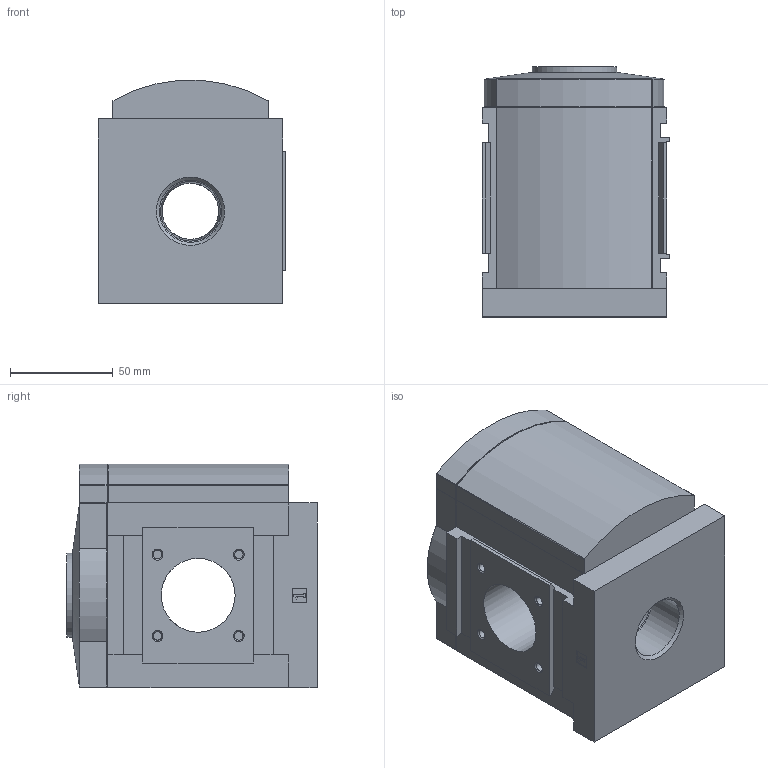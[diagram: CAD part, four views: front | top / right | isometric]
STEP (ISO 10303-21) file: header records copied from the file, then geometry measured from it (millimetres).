
FILE_DESCRIPTION(/* description */ ('STEP AP214'),/* implementation_level */ '2;1');
FILE_NAME(/* name */ '564145_MS9-FRM-G-VS',/* time_stamp */ '2024-09-11T15:41:45+02:00',/* author */ ('License CC BY-ND 4.0'),/* organization */ ('CADENAS'),/* preprocessor_version */ 'ST-DEVELOPER v19.3',/* originating_system */ 'PARTsolutions',/* authorisation */ ' ');
FILE_SCHEMA (('AUTOMOTIVE_DESIGN {1 0 10303 214 3 1 1}'));
Length unit declared in the file: millimetre
Products named in the file (3): 564145 MS9-FRM-G-VS; 562534 MS-FRM015; 707201 MS9
Assembly tree (2 placements, depth 2):
  564145 MS9-FRM-G-VS
    562534 MS-FRM015
    707201 MS9
Bounding box: 91.5 x 122 x 108.79 mm (x, y, z)
Volume: 856437.5 mm3; surface area: 97130.5 mm2
Topology: 2 solids, 2 shells, 175 faces, 447 edges, 295 vertices
Faces by surface type: plane 124, cylinder 35, cone 15, sphere 1
Full cylindrical faces by diameter (mm): 4.134 x8, 9.728 x1, 13 x1, 30.291 x2, 36 x1
Entity records: 6285 total; most frequent: CARTESIAN_POINT 939, DIRECTION 853, ORIENTED_EDGE 826, EDGE_CURVE 413, LINE 325, VECTOR 325, VERTEX_POINT 290, AXIS2_PLACEMENT_3D 264
